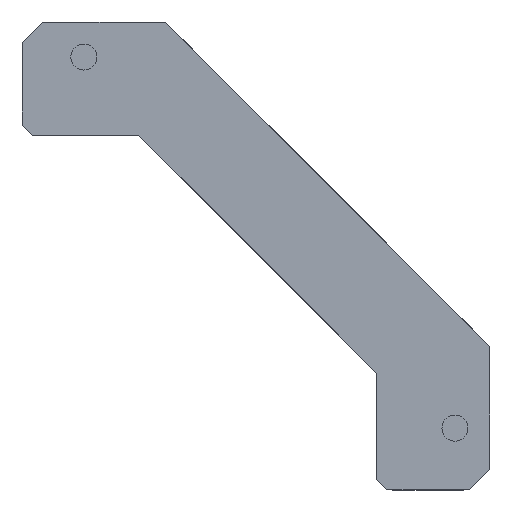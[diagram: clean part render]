
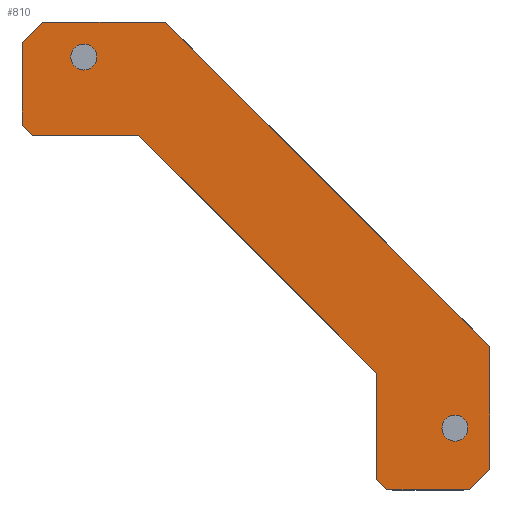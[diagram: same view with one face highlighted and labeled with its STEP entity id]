
A CAD part, top view. The second image highlights one B-rep face of the part: STEP entity #810.
In plain terms, the highlighted planar face has unit normal (0, 0, 1).
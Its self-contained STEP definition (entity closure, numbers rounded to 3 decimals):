
#21=FACE_BOUND('',#307,.T.);
#22=FACE_BOUND('',#308,.T.);
#61=LINE('',#1200,#163);
#87=LINE('',#1252,#189);
#101=LINE('',#1279,#203);
#104=LINE('',#1284,#206);
#108=LINE('',#1293,#210);
#111=LINE('',#1299,#213);
#113=LINE('',#1303,#215);
#115=LINE('',#1306,#217);
#116=LINE('',#1308,#218);
#117=LINE('',#1310,#219);
#118=LINE('',#1311,#220);
#119=LINE('',#1312,#221);
#163=VECTOR('',#965,10.);
#189=VECTOR('',#1009,10.);
#203=VECTOR('',#1037,10.);
#206=VECTOR('',#1042,10.);
#210=VECTOR('',#1050,10.);
#213=VECTOR('',#1055,10.);
#215=VECTOR('',#1059,10.);
#217=VECTOR('',#1063,10.);
#218=VECTOR('',#1066,10.);
#219=VECTOR('',#1067,10.);
#220=VECTOR('',#1068,10.);
#221=VECTOR('',#1069,10.);
#260=FACE_OUTER_BOUND('',#306,.T.);
#306=EDGE_LOOP('',(#678,#679,#680,#681,#682,#683,#684,#685,#686,#687,#688,
#689));
#307=EDGE_LOOP('',(#690));
#308=EDGE_LOOP('',(#691));
#329=CIRCLE('',#877,3.15);
#330=CIRCLE('',#878,3.15);
#370=VERTEX_POINT('',#1197);
#371=VERTEX_POINT('',#1199);
#387=VERTEX_POINT('',#1249);
#388=VERTEX_POINT('',#1251);
#393=VERTEX_POINT('',#1276);
#394=VERTEX_POINT('',#1278);
#395=VERTEX_POINT('',#1282);
#398=VERTEX_POINT('',#1292);
#399=VERTEX_POINT('',#1296);
#400=VERTEX_POINT('',#1298);
#401=VERTEX_POINT('',#1302);
#402=VERTEX_POINT('',#1309);
#403=VERTEX_POINT('',#1313);
#404=VERTEX_POINT('',#1315);
#451=EDGE_CURVE('',#371,#370,#61,.T.);
#477=EDGE_CURVE('',#388,#387,#87,.T.);
#491=EDGE_CURVE('',#393,#394,#101,.T.);
#494=EDGE_CURVE('',#395,#393,#104,.T.);
#498=EDGE_CURVE('',#398,#371,#108,.T.);
#501=EDGE_CURVE('',#399,#400,#111,.T.);
#503=EDGE_CURVE('',#400,#401,#113,.T.);
#505=EDGE_CURVE('',#388,#399,#115,.T.);
#506=EDGE_CURVE('',#387,#394,#116,.T.);
#507=EDGE_CURVE('',#395,#402,#117,.T.);
#508=EDGE_CURVE('',#398,#402,#118,.T.);
#509=EDGE_CURVE('',#401,#370,#119,.T.);
#510=EDGE_CURVE('',#403,#403,#329,.T.);
#511=EDGE_CURVE('',#404,#404,#330,.T.);
#678=ORIENTED_EDGE('',*,*,#505,.F.);
#679=ORIENTED_EDGE('',*,*,#477,.T.);
#680=ORIENTED_EDGE('',*,*,#506,.T.);
#681=ORIENTED_EDGE('',*,*,#491,.F.);
#682=ORIENTED_EDGE('',*,*,#494,.F.);
#683=ORIENTED_EDGE('',*,*,#507,.T.);
#684=ORIENTED_EDGE('',*,*,#508,.F.);
#685=ORIENTED_EDGE('',*,*,#498,.T.);
#686=ORIENTED_EDGE('',*,*,#451,.T.);
#687=ORIENTED_EDGE('',*,*,#509,.F.);
#688=ORIENTED_EDGE('',*,*,#503,.F.);
#689=ORIENTED_EDGE('',*,*,#501,.F.);
#690=ORIENTED_EDGE('',*,*,#510,.T.);
#691=ORIENTED_EDGE('',*,*,#511,.T.);
#768=PLANE('',#876);
#810=ADVANCED_FACE('',(#260,#21,#22),#768,.T.);
#876=AXIS2_PLACEMENT_3D('',#1307,#1064,#1065);
#877=AXIS2_PLACEMENT_3D('',#1314,#1070,#1071);
#878=AXIS2_PLACEMENT_3D('',#1316,#1072,#1073);
#965=DIRECTION('',(-0.707,0.707,0.));
#1009=DIRECTION('',(1.,0.,0.));
#1037=DIRECTION('',(0.,1.,0.));
#1042=DIRECTION('',(-0.707,0.707,0.));
#1050=DIRECTION('',(0.,1.,0.));
#1055=DIRECTION('',(0.,1.,0.));
#1059=DIRECTION('',(0.707,0.707,0.));
#1063=DIRECTION('',(-0.707,0.707,0.));
#1064=DIRECTION('center_axis',(0.,0.,1.));
#1065=DIRECTION('ref_axis',(1.,0.,0.));
#1066=DIRECTION('',(0.707,-0.707,0.));
#1067=DIRECTION('',(1.,0.,0.));
#1068=DIRECTION('',(-0.707,-0.707,0.));
#1069=DIRECTION('',(1.,0.,0.));
#1070=DIRECTION('center_axis',(0.,0.,-1.));
#1071=DIRECTION('ref_axis',(1.,0.,0.));
#1072=DIRECTION('center_axis',(0.,0.,-1.));
#1073=DIRECTION('ref_axis',(1.,0.,0.));
#1197=CARTESIAN_POINT('',(-85.216,113.5,0.));
#1199=CARTESIAN_POINT('',(-6.5,34.784,0.));
#1200=CARTESIAN_POINT('',(-6.5,34.784,0.));
#1249=CARTESIAN_POINT('',(-91.657,86.,0.));
#1251=CARTESIAN_POINT('',(-117.5,86.,0.));
#1252=CARTESIAN_POINT('',(-120.,86.,0.));
#1276=CARTESIAN_POINT('',(-34.,2.5,0.));
#1278=CARTESIAN_POINT('',(-34.,28.343,0.));
#1279=CARTESIAN_POINT('',(-34.,0.,0.));
#1282=CARTESIAN_POINT('',(-31.5,0.,0.));
#1284=CARTESIAN_POINT('',(-54.25,22.75,0.));
#1292=CARTESIAN_POINT('',(-6.5,5.,0.));
#1293=CARTESIAN_POINT('',(-6.5,0.,0.));
#1296=CARTESIAN_POINT('',(-120.,88.5,0.));
#1298=CARTESIAN_POINT('',(-120.,108.5,0.));
#1299=CARTESIAN_POINT('',(-120.,86.,0.));
#1302=CARTESIAN_POINT('',(-115.,113.5,0.));
#1303=CARTESIAN_POINT('',(-117.5,111.,0.));
#1306=CARTESIAN_POINT('',(-97.25,65.75,0.));
#1307=CARTESIAN_POINT('Origin',(-63.25,56.75,0.));
#1308=CARTESIAN_POINT('',(-91.657,86.,0.));
#1309=CARTESIAN_POINT('',(-11.5,0.,0.));
#1310=CARTESIAN_POINT('',(-34.,0.,0.));
#1311=CARTESIAN_POINT('',(-9.,2.5,0.));
#1312=CARTESIAN_POINT('',(-120.,113.5,0.));
#1313=CARTESIAN_POINT('',(-108.15,105.,0.));
#1314=CARTESIAN_POINT('Origin',(-105.,105.,0.));
#1315=CARTESIAN_POINT('',(-18.15,15.,0.));
#1316=CARTESIAN_POINT('Origin',(-15.,15.,0.));
